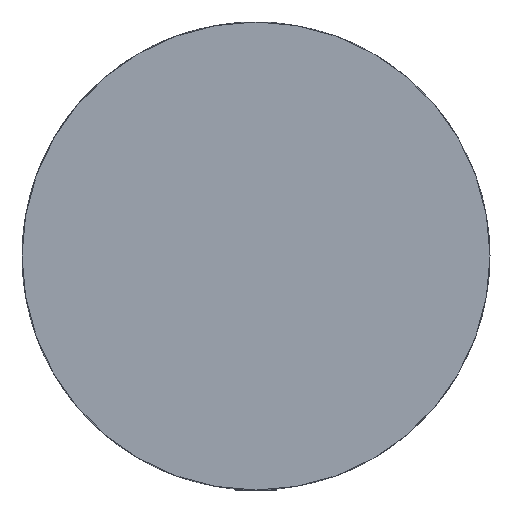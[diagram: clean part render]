
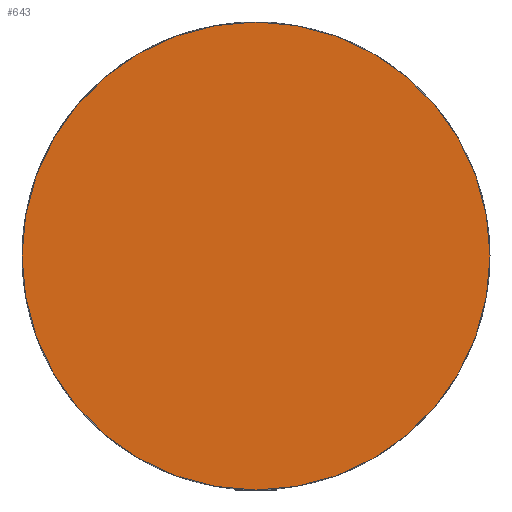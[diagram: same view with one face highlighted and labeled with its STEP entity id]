
A CAD part, front view. The second image highlights one B-rep face of the part: STEP entity #643.
In plain terms, the highlighted planar face has unit normal (0, -1, 0).
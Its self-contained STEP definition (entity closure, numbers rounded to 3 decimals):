
#38=FACE_OUTER_BOUND('',#75,.T.);
#75=EDGE_LOOP('',(#493));
#243=CIRCLE('',#706,11.25);
#305=VERTEX_POINT('',#1060);
#375=EDGE_CURVE('',#305,#305,#243,.T.);
#493=ORIENTED_EDGE('',*,*,#375,.F.);
#612=PLANE('',#711);
#643=ADVANCED_FACE('',(#38),#612,.F.);
#706=AXIS2_PLACEMENT_3D('',#1061,#842,#843);
#711=AXIS2_PLACEMENT_3D('',#1069,#854,#855);
#842=DIRECTION('center_axis',(0.,1.,0.));
#843=DIRECTION('ref_axis',(0.,0.,1.));
#854=DIRECTION('center_axis',(0.,1.,0.));
#855=DIRECTION('ref_axis',(0.,0.,1.));
#1060=CARTESIAN_POINT('',(0.,1.25,11.25));
#1061=CARTESIAN_POINT('Origin',(0.,1.25,0.));
#1069=CARTESIAN_POINT('Origin',(0.,1.25,0.));
